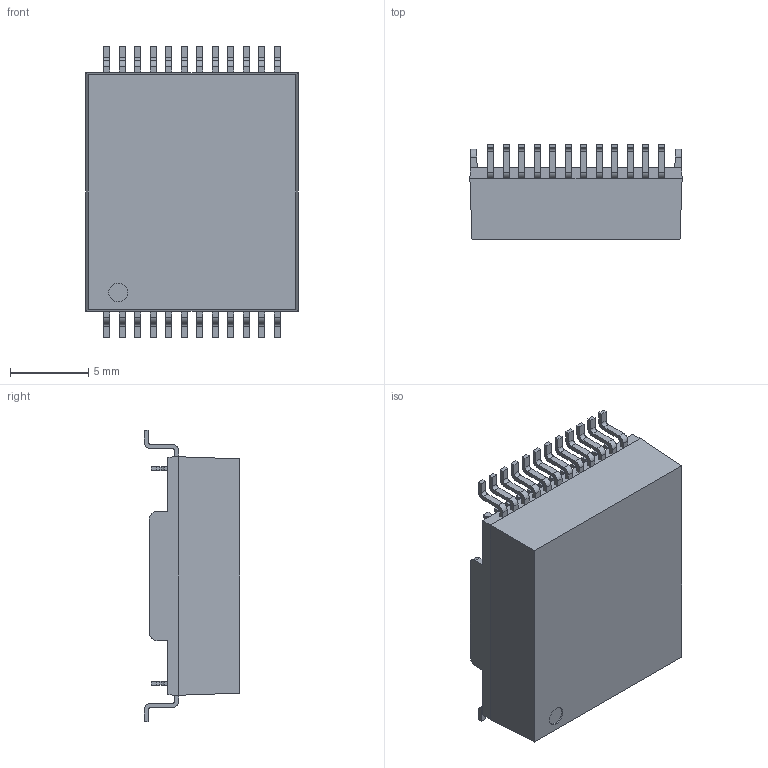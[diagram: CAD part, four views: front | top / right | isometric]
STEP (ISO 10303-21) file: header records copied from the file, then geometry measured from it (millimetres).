
FILE_DESCRIPTION(/* description */ (''),/* implementation_level */ '2;1');
FILE_NAME(/* name */ '24PIN 2.stp',/* time_stamp */ '2015-01-16T11:22:16+08:00',/* author */ (''),/* organization */ (''),/* preprocessor_version */ 'ST-DEVELOPER v11',/* originating_system */ 'SIEMENS UGS NX 6.0',/* authorisation */ '');
FILE_SCHEMA (('CONFIG_CONTROL_DESIGN'));
Length unit declared in the file: millimetre
Products named in the file (1): model3
Bounding box: 13.56 x 6.1 x 18.6 mm (x, y, z)
Volume: 328.3 mm3; surface area: 1066.9 mm2
Topology: 25 solids, 25 shells, 664 faces, 1823 edges, 1210 vertices
Faces by surface type: plane 407, cylinder 253, sphere 4
Full cylindrical faces by diameter (mm): 1.2 x1
Entity records: 21138 total; most frequent: CARTESIAN_POINT 3697, DIRECTION 3658, ORIENTED_EDGE 3644, EDGE_CURVE 1822, LINE 1316, VECTOR 1316, VERTEX_POINT 1210, AXIS2_PLACEMENT_3D 1171
